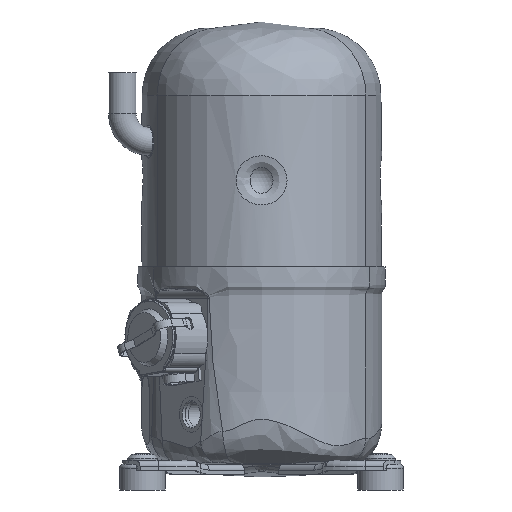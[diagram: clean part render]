
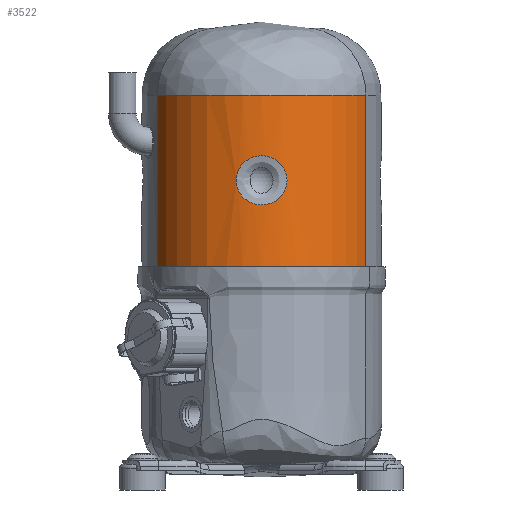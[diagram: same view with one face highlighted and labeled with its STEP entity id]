
A CAD part, front view. The second image highlights one B-rep face of the part: STEP entity #3522.
In plain terms, the highlighted cylindrical face has radius 90.3 mm (diameter 180.6 mm), a partial arc.
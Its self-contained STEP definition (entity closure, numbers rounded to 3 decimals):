
#363=B_SPLINE_CURVE_WITH_KNOTS('',3,(#21640,#21641,#21642,#21643,#21644,
#21645,#21646,#21647,#21648,#21649,#21650,#21651,#21652,#21653,#21654,#21655,
#21656,#21657,#21658,#21659,#21660,#21661,#21662,#21663,#21664,#21665,#21666,
#21667,#21668,#21669),.UNSPECIFIED.,.T.,.F.,(2,2,2,2,2,2,2,2,2,2,2,2,2,2,
2,2,2),(-0.062,0.,0.063,0.125,0.25,0.313,0.375,
0.438,0.5,0.563,0.625,0.75,0.813,
0.875,0.938,1.,1.063),.UNSPECIFIED.);
#910=LINE('',#21634,#1574);
#911=LINE('',#21671,#1575);
#1574=VECTOR('',#17619,1.);
#1575=VECTOR('',#17626,1.);
#3016=CYLINDRICAL_SURFACE('',#15203,90.3);
#3522=ADVANCED_FACE('',(#4965,#4966),#3016,.T.);
#4965=FACE_BOUND('',#5781,.T.);
#4966=FACE_BOUND('',#5782,.T.);
#5781=EDGE_LOOP('',(#7483));
#5782=EDGE_LOOP('',(#7484,#7485,#7486,#7487));
#7483=ORIENTED_EDGE('',*,*,#12294,.T.);
#7484=ORIENTED_EDGE('',*,*,#12295,.F.);
#7485=ORIENTED_EDGE('',*,*,#12296,.T.);
#7486=ORIENTED_EDGE('',*,*,#12291,.T.);
#7487=ORIENTED_EDGE('',*,*,#12297,.T.);
#10862=VERTEX_POINT('',#21635);
#10863=VERTEX_POINT('',#21636);
#10864=VERTEX_POINT('',#21670);
#10865=VERTEX_POINT('',#21672);
#10866=VERTEX_POINT('',#21673);
#12291=EDGE_CURVE('',#10862,#10863,#910,.T.);
#12294=EDGE_CURVE('',#10864,#10864,#363,.T.);
#12295=EDGE_CURVE('',#10865,#10866,#911,.T.);
#12296=EDGE_CURVE('',#10865,#10862,#14062,.T.);
#12297=EDGE_CURVE('',#10863,#10866,#14063,.T.);
#14062=CIRCLE('',#15201,90.3);
#14063=CIRCLE('',#15202,90.3);
#15201=AXIS2_PLACEMENT_3D('',#21674,#17627,#17628);
#15202=AXIS2_PLACEMENT_3D('',#21675,#17629,#17630);
#15203=AXIS2_PLACEMENT_3D('',#21676,#17631,#17632);
#17619=DIRECTION('',(0.,0.,-1.));
#17626=DIRECTION('',(0.,0.,-1.));
#17627=DIRECTION('',(0.,0.,-1.));
#17628=DIRECTION('',(0.,-1.,0.));
#17629=DIRECTION('',(0.,0.,1.));
#17630=DIRECTION('',(0.,-1.,0.));
#17631=DIRECTION('',(0.,0.,-1.));
#17632=DIRECTION('',(0.,1.,0.));
#21634=CARTESIAN_POINT('',(-83.446,-63.209,195.2));
#21635=CARTESIAN_POINT('',(-83.446,-63.209,137.4));
#21636=CARTESIAN_POINT('',(-83.446,-63.209,-14.8));
#21640=CARTESIAN_POINT('',(-20.413,-116.663,66.541));
#21641=CARTESIAN_POINT('',(-20.413,-116.663,71.859));
#21642=CARTESIAN_POINT('',(-19.859,-116.796,74.467));
#21643=CARTESIAN_POINT('',(-17.759,-117.243,79.273));
#21644=CARTESIAN_POINT('',(-16.209,-117.554,81.454));
#21645=CARTESIAN_POINT('',(-10.523,-118.467,86.814));
#21646=CARTESIAN_POINT('',(-5.263,-119.,88.83));
#21647=CARTESIAN_POINT('',(2.625,-119.,88.832));
#21648=CARTESIAN_POINT('',(5.248,-118.881,88.349));
#21649=CARTESIAN_POINT('',(10.157,-118.461,86.445));
#21650=CARTESIAN_POINT('',(12.392,-118.167,85.052));
#21651=CARTESIAN_POINT('',(16.23,-117.551,81.435));
#21652=CARTESIAN_POINT('',(17.756,-117.244,79.28));
#21653=CARTESIAN_POINT('',(19.86,-116.796,74.466));
#21654=CARTESIAN_POINT('',(20.411,-116.663,71.836));
#21655=CARTESIAN_POINT('',(20.415,-116.662,66.59));
#21656=CARTESIAN_POINT('',(19.862,-116.795,63.947));
#21657=CARTESIAN_POINT('',(17.774,-117.24,59.153));
#21658=CARTESIAN_POINT('',(16.232,-117.55,56.97));
#21659=CARTESIAN_POINT('',(10.515,-118.469,51.572));
#21660=CARTESIAN_POINT('',(5.27,-119.,49.569));
#21661=CARTESIAN_POINT('',(-2.635,-119.,49.569));
#21662=CARTESIAN_POINT('',(-5.267,-118.879,50.058));
#21663=CARTESIAN_POINT('',(-10.145,-118.462,51.951));
#21664=CARTESIAN_POINT('',(-12.415,-118.163,53.371));
#21665=CARTESIAN_POINT('',(-16.201,-117.555,56.937));
#21666=CARTESIAN_POINT('',(-17.756,-117.243,59.126));
#21667=CARTESIAN_POINT('',(-19.849,-116.798,63.904));
#21668=CARTESIAN_POINT('',(-20.413,-116.663,66.541));
#21669=CARTESIAN_POINT('',(-20.413,-116.663,71.859));
#21670=CARTESIAN_POINT('',(-20.413,-116.663,69.2));
#21671=CARTESIAN_POINT('',(83.446,-63.209,195.2));
#21672=CARTESIAN_POINT('',(83.446,-63.209,137.4));
#21673=CARTESIAN_POINT('',(83.446,-63.209,-14.8));
#21674=CARTESIAN_POINT('',(0.,-28.7,137.4));
#21675=CARTESIAN_POINT('',(0.,-28.7,-14.8));
#21676=CARTESIAN_POINT('',(0.,-28.7,195.2));
